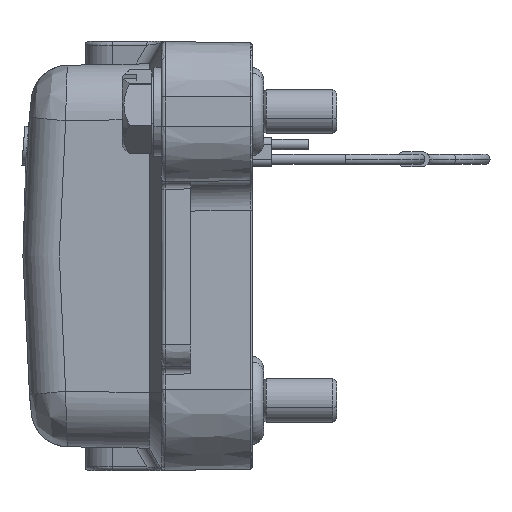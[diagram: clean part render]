
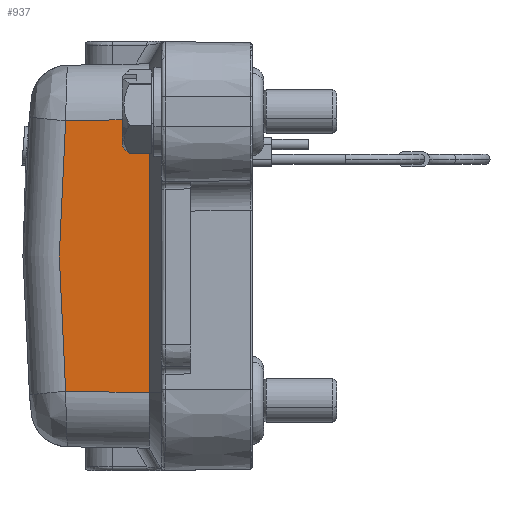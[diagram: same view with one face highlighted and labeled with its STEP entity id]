
A CAD part, left-side view. The second image highlights one B-rep face of the part: STEP entity #937.
In plain terms, the highlighted planar face has unit normal (-1, 0.018, 0).
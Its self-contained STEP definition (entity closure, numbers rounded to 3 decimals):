
#652=PLANE('',#7145);
#937=ADVANCED_FACE('NONE',(#1455),#652,.T.);
#1455=FACE_OUTER_BOUND('',#1862,.T.);
#1862=EDGE_LOOP('',(#3944,#3945,#3946,#3947));
#2258=LINE('',#13086,#2586);
#2286=LINE('',#13293,#2614);
#2288=LINE('',#13318,#2616);
#2586=VECTOR('',#8265,1.);
#2614=VECTOR('',#8335,1.);
#2616=VECTOR('',#8339,1.);
#3944=ORIENTED_EDGE('',*,*,#6081,.F.);
#3945=ORIENTED_EDGE('',*,*,#6082,.F.);
#3946=ORIENTED_EDGE('',*,*,#6078,.T.);
#3947=ORIENTED_EDGE('',*,*,#6031,.T.);
#5159=VERTEX_POINT('',#13056);
#5162=VERTEX_POINT('',#13085);
#5187=VERTEX_POINT('',#13294);
#5189=VERTEX_POINT('',#13319);
#6031=EDGE_CURVE('NONE',#5159,#5162,#2258,.T.);
#6078=EDGE_CURVE('NONE',#5187,#5159,#2286,.T.);
#6081=EDGE_CURVE('NONE',#5189,#5162,#2288,.T.);
#6082=EDGE_CURVE('NONE',#5187,#5189,#6701,.T.);
#6701=B_SPLINE_CURVE_WITH_KNOTS('',3,(#13320,#13321,#13322,#13323),
 .UNSPECIFIED.,.F.,.F.,(4,4),(0.,1.),.UNSPECIFIED.);
#7145=AXIS2_PLACEMENT_3D('',#13324,#8340,#8341);
#8265=DIRECTION('',(0.,0.,1.));
#8335=DIRECTION('',(-0.017,-1.,-0.017));
#8339=DIRECTION('',(-0.017,-1.,0.017));
#8340=DIRECTION('',(-1.,0.017,0.));
#8341=DIRECTION('',(-0.017,-1.,0.));
#13056=CARTESIAN_POINT('',(-60.972,13.933,-18.473));
#13085=CARTESIAN_POINT('',(-60.972,13.933,18.473));
#13086=CARTESIAN_POINT('',(-60.971,13.933,0.));
#13293=CARTESIAN_POINT('',(-60.774,25.229,-18.275));
#13294=CARTESIAN_POINT('',(-60.774,25.229,-18.275));
#13318=CARTESIAN_POINT('',(-60.666,31.429,18.167));
#13319=CARTESIAN_POINT('',(-60.774,25.229,18.275));
#13320=CARTESIAN_POINT('',(-60.774,25.229,-18.275));
#13321=CARTESIAN_POINT('',(-60.754,26.373,-6.128));
#13322=CARTESIAN_POINT('',(-60.754,26.373,6.128));
#13323=CARTESIAN_POINT('',(-60.774,25.229,18.275));
#13324=CARTESIAN_POINT('',(-61.,12.3,-28.131));
